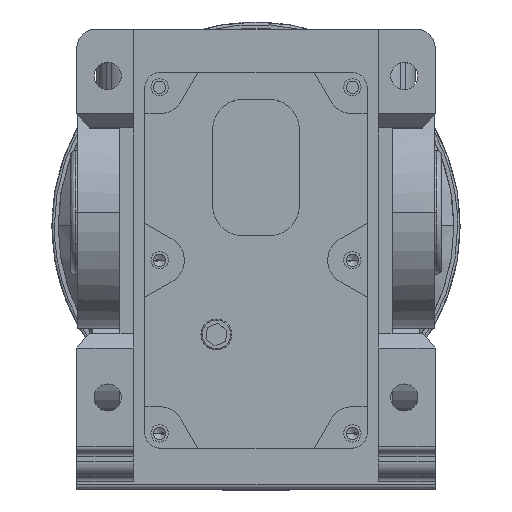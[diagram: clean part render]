
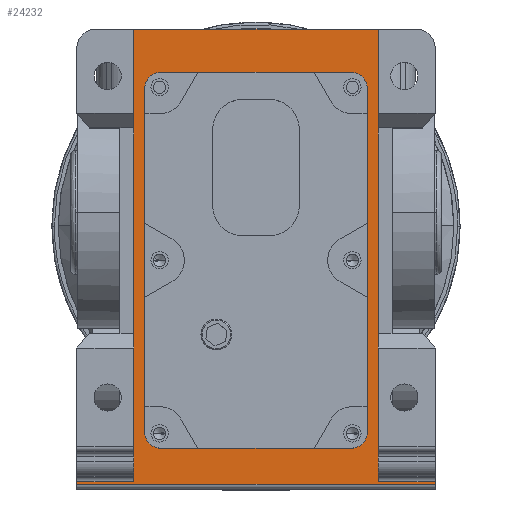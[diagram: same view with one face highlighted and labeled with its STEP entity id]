
A CAD part, top view. The second image highlights one B-rep face of the part: STEP entity #24232.
In plain terms, the highlighted planar face has unit normal (0, 0, 1).
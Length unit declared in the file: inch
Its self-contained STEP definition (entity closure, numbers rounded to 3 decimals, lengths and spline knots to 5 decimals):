
#40 = CARTESIAN_POINT ( 'NONE',  ( -1.94882, 2.91339, 2.24409 ) ) ;
#110 = EDGE_CURVE ( 'NONE', #39598, #36994, #4845, .T. ) ;
#954 = DIRECTION ( 'NONE',  ( -1., 0., 0. ) ) ;
#1475 = EDGE_CURVE ( 'NONE', #21693, #2347, #32819, .T. ) ;
#1587 = EDGE_LOOP ( 'NONE', ( #26111, #34488, #14368, #2889, #36202, #39754, #31883, #36828 ) ) ;
#1845 = EDGE_CURVE ( 'NONE', #23090, #26316, #23060, .T. ) ;
#2056 = VECTOR ( 'NONE', #35129, 39.37008 ) ;
#2283 = DIRECTION ( 'NONE',  ( 0., -1., 0. ) ) ;
#2347 = VERTEX_POINT ( 'NONE', #40 ) ;
#2390 = DIRECTION ( 'NONE',  ( -1., 0., 0. ) ) ;
#2683 = VERTEX_POINT ( 'NONE', #20096 ) ;
#2843 = CARTESIAN_POINT ( 'NONE',  ( -1.94882, -3.75984, 2.24409 ) ) ;
#2889 = ORIENTED_EDGE ( 'NONE', *, *, #39566, .T. ) ;
#3102 = VECTOR ( 'NONE', #4802, 39.37008 ) ;
#3310 = ORIENTED_EDGE ( 'NONE', *, *, #29783, .T. ) ;
#4092 = CARTESIAN_POINT ( 'NONE',  ( 1.51587, 2.22441, 2.24409 ) ) ;
#4264 = DIRECTION ( 'NONE',  ( 1., 0., 0. ) ) ;
#4574 = DIRECTION ( 'NONE',  ( 0., 0., -1. ) ) ;
#4802 = DIRECTION ( 'NONE',  ( 0., -1., 0. ) ) ;
#4845 = CIRCLE ( 'NONE', #40129, 0.25591 ) ;
#5006 = VERTEX_POINT ( 'NONE', #30043 ) ;
#5142 = CARTESIAN_POINT ( 'NONE',  ( -2.85433, -4.29134, 2.24409 ) ) ;
#5207 = CARTESIAN_POINT ( 'NONE',  ( -1.94882, 2.91339, 2.24409 ) ) ;
#5277 = CARTESIAN_POINT ( 'NONE',  ( -1.51575, -3.75984, 2.24409 ) ) ;
#5471 = EDGE_CURVE ( 'NONE', #36994, #7608, #21460, .T. ) ;
#5873 = EDGE_CURVE ( 'NONE', #20845, #2683, #17599, .T. ) ;
#6139 = DIRECTION ( 'NONE',  ( 1., 0., 0. ) ) ;
#6951 = ORIENTED_EDGE ( 'NONE', *, *, #12618, .T. ) ;
#7068 = ORIENTED_EDGE ( 'NONE', *, *, #22160, .T. ) ;
#7303 = CARTESIAN_POINT ( 'NONE',  ( -1.51575, -3.50394, 2.24409 ) ) ;
#7608 = VERTEX_POINT ( 'NONE', #4092 ) ;
#7827 = VECTOR ( 'NONE', #10509, 39.37008 ) ;
#8509 = CARTESIAN_POINT ( 'NONE',  ( 1.77165, -4.40945, 2.24409 ) ) ;
#9255 = FACE_BOUND ( 'NONE', #1587, .T. ) ;
#10144 = VECTOR ( 'NONE', #2283, 39.37008 ) ;
#10509 = DIRECTION ( 'NONE',  ( 0., -1., 0. ) ) ;
#10542 = ORIENTED_EDGE ( 'NONE', *, *, #20334, .T. ) ;
#10582 = CIRCLE ( 'NONE', #27904, 0.25591 ) ;
#11186 = DIRECTION ( 'NONE',  ( -1., 0., 0. ) ) ;
#12205 = LINE ( 'NONE', #17126, #2056 ) ;
#12359 = AXIS2_PLACEMENT_3D ( 'NONE', #20645, #35698, #17132 ) ;
#12444 = DIRECTION ( 'NONE',  ( 0., 1., 0. ) ) ;
#12618 = EDGE_CURVE ( 'NONE', #16455, #17156, #19379, .T. ) ;
#12861 = CARTESIAN_POINT ( 'NONE',  ( -2.85433, 2.91339, 2.24409 ) ) ;
#13065 = DIRECTION ( 'NONE',  ( 0., 0., -1. ) ) ;
#13270 = VECTOR ( 'NONE', #4264, 39.37008 ) ;
#13546 = DIRECTION ( 'NONE',  ( -1., 0., 0. ) ) ;
#13684 = VECTOR ( 'NONE', #35836, 39.37008 ) ;
#14043 = PLANE ( 'NONE',  #12359 ) ;
#14368 = ORIENTED_EDGE ( 'NONE', *, *, #14808, .T. ) ;
#14509 = ORIENTED_EDGE ( 'NONE', *, *, #21725, .T. ) ;
#14808 = EDGE_CURVE ( 'NONE', #39716, #33874, #10582, .T. ) ;
#15542 = VECTOR ( 'NONE', #25570, 39.37008 ) ;
#16037 = EDGE_CURVE ( 'NONE', #5006, #23090, #18302, .T. ) ;
#16173 = CARTESIAN_POINT ( 'NONE',  ( -2.85433, -4.40945, 2.24409 ) ) ;
#16186 = CARTESIAN_POINT ( 'NONE',  ( -1.77165, -3.50394, 2.24409 ) ) ;
#16455 = VERTEX_POINT ( 'NONE', #24352 ) ;
#16549 = CARTESIAN_POINT ( 'NONE',  ( -1.94882, 2.22441, 2.24409 ) ) ;
#16815 = DIRECTION ( 'NONE',  ( 0., 0., -1. ) ) ;
#17126 = CARTESIAN_POINT ( 'NONE',  ( 1.94882, -4.40945, 2.24409 ) ) ;
#17132 = DIRECTION ( 'NONE',  ( 1., 0., 0. ) ) ;
#17156 = VERTEX_POINT ( 'NONE', #18749 ) ;
#17599 = LINE ( 'NONE', #24779, #33109 ) ;
#18302 = LINE ( 'NONE', #8509, #10144 ) ;
#18729 = VECTOR ( 'NONE', #22404, 39.37008 ) ;
#18745 = CIRCLE ( 'NONE', #20759, 0.25591 ) ;
#18749 = CARTESIAN_POINT ( 'NONE',  ( 1.94882, -4.29134, 2.24409 ) ) ;
#19365 = LINE ( 'NONE', #16173, #7827 ) ;
#19379 = LINE ( 'NONE', #22429, #15542 ) ;
#19464 = EDGE_CURVE ( 'NONE', #19774, #24327, #31201, .T. ) ;
#19471 = DIRECTION ( 'NONE',  ( 0., 0., -1. ) ) ;
#19626 = DIRECTION ( 'NONE',  ( -1., 0., 0. ) ) ;
#19734 = CARTESIAN_POINT ( 'NONE',  ( -1.51587, 1.9685, 2.24409 ) ) ;
#19774 = VERTEX_POINT ( 'NONE', #23599 ) ;
#20096 = CARTESIAN_POINT ( 'NONE',  ( 2.85433, -4.33071, 2.24409 ) ) ;
#20320 = CARTESIAN_POINT ( 'NONE',  ( 1.51575, -3.50394, 2.24409 ) ) ;
#20334 = EDGE_CURVE ( 'NONE', #2347, #19774, #25779, .T. ) ;
#20645 = CARTESIAN_POINT ( 'NONE',  ( -1.94882, -4.40945, 2.24409 ) ) ;
#20759 = AXIS2_PLACEMENT_3D ( 'NONE', #28725, #13065, #19626 ) ;
#20845 = VERTEX_POINT ( 'NONE', #26634 ) ;
#21306 = CARTESIAN_POINT ( 'NONE',  ( 1.77165, -3.50394, 2.24409 ) ) ;
#21460 = LINE ( 'NONE', #16549, #13270 ) ;
#21566 = ORIENTED_EDGE ( 'NONE', *, *, #5873, .T. ) ;
#21693 = VERTEX_POINT ( 'NONE', #22920 ) ;
#21725 = EDGE_CURVE ( 'NONE', #17156, #21693, #12205, .T. ) ;
#22160 = EDGE_CURVE ( 'NONE', #24327, #20845, #19365, .T. ) ;
#22404 = DIRECTION ( 'NONE',  ( -1., 0., 0. ) ) ;
#22429 = CARTESIAN_POINT ( 'NONE',  ( -1.94882, -4.29134, 2.24409 ) ) ;
#22920 = CARTESIAN_POINT ( 'NONE',  ( 1.94882, 2.91339, 2.24409 ) ) ;
#23006 = EDGE_CURVE ( 'NONE', #26316, #39716, #31943, .T. ) ;
#23060 = CIRCLE ( 'NONE', #39669, 0.25591 ) ;
#23090 = VERTEX_POINT ( 'NONE', #21306 ) ;
#23183 = EDGE_LOOP ( 'NONE', ( #14509, #25185, #10542, #39816, #7068, #21566, #3310, #6951 ) ) ;
#23599 = CARTESIAN_POINT ( 'NONE',  ( -1.94882, -4.29134, 2.24409 ) ) ;
#24232 = ADVANCED_FACE ( 'NONE', ( #9255, #35313 ), #14043, .T. ) ;
#24327 = VERTEX_POINT ( 'NONE', #5142 ) ;
#24352 = CARTESIAN_POINT ( 'NONE',  ( 2.85433, -4.29134, 2.24409 ) ) ;
#24779 = CARTESIAN_POINT ( 'NONE',  ( -1.94882, -4.33071, 2.24409 ) ) ;
#25185 = ORIENTED_EDGE ( 'NONE', *, *, #1475, .T. ) ;
#25570 = DIRECTION ( 'NONE',  ( -1., 0., 0. ) ) ;
#25779 = LINE ( 'NONE', #5207, #3102 ) ;
#26111 = ORIENTED_EDGE ( 'NONE', *, *, #1845, .T. ) ;
#26316 = VERTEX_POINT ( 'NONE', #39964 ) ;
#26471 = CARTESIAN_POINT ( 'NONE',  ( -1.77165, -4.40945, 2.24409 ) ) ;
#26634 = CARTESIAN_POINT ( 'NONE',  ( -2.85433, -4.33071, 2.24409 ) ) ;
#27244 = LINE ( 'NONE', #26471, #13684 ) ;
#27538 = DIRECTION ( 'NONE',  ( -1., 0., 0. ) ) ;
#27641 = EDGE_CURVE ( 'NONE', #7608, #5006, #18745, .T. ) ;
#27904 = AXIS2_PLACEMENT_3D ( 'NONE', #7303, #4574, #954 ) ;
#28725 = CARTESIAN_POINT ( 'NONE',  ( 1.51587, 1.9685, 2.24409 ) ) ;
#28771 = VECTOR ( 'NONE', #12444, 39.37008 ) ;
#28776 = VECTOR ( 'NONE', #2390, 39.37008 ) ;
#29783 = EDGE_CURVE ( 'NONE', #2683, #16455, #31196, .T. ) ;
#30001 = VECTOR ( 'NONE', #27538, 39.37008 ) ;
#30043 = CARTESIAN_POINT ( 'NONE',  ( 1.77165, 1.97638, 2.24409 ) ) ;
#30765 = CARTESIAN_POINT ( 'NONE',  ( -1.51587, 2.22441, 2.24409 ) ) ;
#31196 = LINE ( 'NONE', #37758, #28771 ) ;
#31201 = LINE ( 'NONE', #39470, #28776 ) ;
#31883 = ORIENTED_EDGE ( 'NONE', *, *, #27641, .T. ) ;
#31943 = LINE ( 'NONE', #2843, #30001 ) ;
#32819 = LINE ( 'NONE', #12861, #18729 ) ;
#33109 = VECTOR ( 'NONE', #6139, 39.37008 ) ;
#33253 = CARTESIAN_POINT ( 'NONE',  ( -1.77165, 1.97638, 2.24409 ) ) ;
#33874 = VERTEX_POINT ( 'NONE', #16186 ) ;
#34488 = ORIENTED_EDGE ( 'NONE', *, *, #23006, .T. ) ;
#35129 = DIRECTION ( 'NONE',  ( 0., 1., 0. ) ) ;
#35313 = FACE_OUTER_BOUND ( 'NONE', #23183, .T. ) ;
#35698 = DIRECTION ( 'NONE',  ( 0., 0., 1. ) ) ;
#35836 = DIRECTION ( 'NONE',  ( 0., 1., 0. ) ) ;
#36202 = ORIENTED_EDGE ( 'NONE', *, *, #110, .T. ) ;
#36828 = ORIENTED_EDGE ( 'NONE', *, *, #16037, .T. ) ;
#36994 = VERTEX_POINT ( 'NONE', #30765 ) ;
#37758 = CARTESIAN_POINT ( 'NONE',  ( 2.85433, -4.40945, 2.24409 ) ) ;
#39470 = CARTESIAN_POINT ( 'NONE',  ( -1.94882, -4.29134, 2.24409 ) ) ;
#39566 = EDGE_CURVE ( 'NONE', #33874, #39598, #27244, .T. ) ;
#39598 = VERTEX_POINT ( 'NONE', #33253 ) ;
#39669 = AXIS2_PLACEMENT_3D ( 'NONE', #20320, #16815, #11186 ) ;
#39716 = VERTEX_POINT ( 'NONE', #5277 ) ;
#39754 = ORIENTED_EDGE ( 'NONE', *, *, #5471, .T. ) ;
#39816 = ORIENTED_EDGE ( 'NONE', *, *, #19464, .T. ) ;
#39964 = CARTESIAN_POINT ( 'NONE',  ( 1.51575, -3.75984, 2.24409 ) ) ;
#40129 = AXIS2_PLACEMENT_3D ( 'NONE', #19734, #19471, #13546 ) ;
